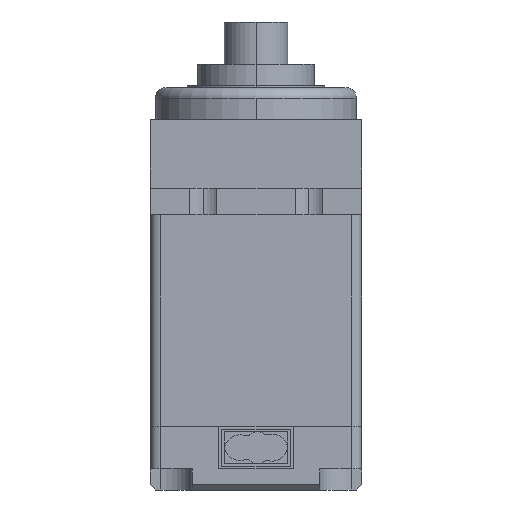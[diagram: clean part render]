
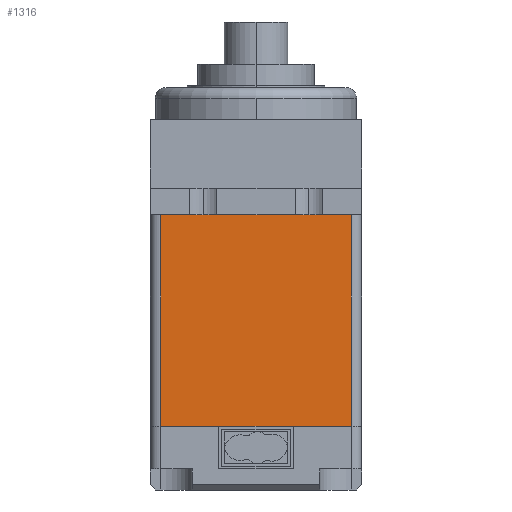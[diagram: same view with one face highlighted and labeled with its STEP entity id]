
A CAD part, left-side view. The second image highlights one B-rep face of the part: STEP entity #1316.
In plain terms, the highlighted planar face has unit normal (-1, 0, 0).
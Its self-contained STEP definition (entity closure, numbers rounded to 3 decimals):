
#197 = CARTESIAN_POINT ( 'NONE',  ( -20., 9., 35. ) ) ;
#239 = ORIENTED_EDGE ( 'NONE', *, *, #655, .T. ) ;
#279 = CARTESIAN_POINT ( 'NONE',  ( -20., -9., 35. ) ) ;
#340 = ORIENTED_EDGE ( 'NONE', *, *, #1803, .T. ) ;
#506 = VERTEX_POINT ( 'NONE', #1023 ) ;
#655 = EDGE_CURVE ( 'NONE', #2487, #506, #1764, .T. ) ;
#920 = EDGE_CURVE ( 'NONE', #506, #2033, #2296, .T. ) ;
#940 = EDGE_CURVE ( 'NONE', #2487, #2351, #2263, .T. ) ;
#952 = VERTEX_POINT ( 'NONE', #1166 ) ;
#1001 = AXIS2_PLACEMENT_3D ( 'NONE', #2201, #1332, #2482 ) ;
#1023 = CARTESIAN_POINT ( 'NONE',  ( -20., -9., 6. ) ) ;
#1128 = EDGE_CURVE ( 'NONE', #3246, #2033, #2353, .T. ) ;
#1166 = CARTESIAN_POINT ( 'NONE',  ( -20., 9., 6. ) ) ;
#1187 = VECTOR ( 'NONE', #3280, 1000. ) ;
#1276 = ORIENTED_EDGE ( 'NONE', *, *, #920, .T. ) ;
#1316 = ADVANCED_FACE ( 'NONE', ( #1625 ), #2775, .F. ) ;
#1332 = DIRECTION ( 'NONE',  ( 1., 0., 0. ) ) ;
#1431 = CARTESIAN_POINT ( 'NONE',  ( -20., -3.5, 6. ) ) ;
#1625 = FACE_OUTER_BOUND ( 'NONE', #3402, .T. ) ;
#1764 = LINE ( 'NONE', #3396, #1918 ) ;
#1803 = EDGE_CURVE ( 'NONE', #3246, #952, #3109, .T. ) ;
#1915 = CARTESIAN_POINT ( 'NONE',  ( -20., -9., 26. ) ) ;
#1918 = VECTOR ( 'NONE', #3748, 1000. ) ;
#1962 = VECTOR ( 'NONE', #3271, 1000. ) ;
#1991 = DIRECTION ( 'NONE',  ( 0., 0., -1. ) ) ;
#2033 = VERTEX_POINT ( 'NONE', #1915 ) ;
#2091 = CARTESIAN_POINT ( 'NONE',  ( -20., 10., 26. ) ) ;
#2114 = ORIENTED_EDGE ( 'NONE', *, *, #940, .F. ) ;
#2119 = LINE ( 'NONE', #2973, #1962 ) ;
#2201 = CARTESIAN_POINT ( 'NONE',  ( -20., 10., 35. ) ) ;
#2205 = CARTESIAN_POINT ( 'NONE',  ( -20., 9., 26. ) ) ;
#2236 = VECTOR ( 'NONE', #1991, 1000. ) ;
#2263 = LINE ( 'NONE', #1431, #3666 ) ;
#2282 = EDGE_CURVE ( 'NONE', #952, #2351, #2119, .T. ) ;
#2296 = LINE ( 'NONE', #279, #2572 ) ;
#2351 = VERTEX_POINT ( 'NONE', #2415 ) ;
#2353 = LINE ( 'NONE', #2091, #1187 ) ;
#2415 = CARTESIAN_POINT ( 'NONE',  ( -20., 3.5, 6. ) ) ;
#2482 = DIRECTION ( 'NONE',  ( 0., 1., 0. ) ) ;
#2487 = VERTEX_POINT ( 'NONE', #3502 ) ;
#2572 = VECTOR ( 'NONE', #3192, 1000. ) ;
#2775 = PLANE ( 'NONE',  #1001 ) ;
#2973 = CARTESIAN_POINT ( 'NONE',  ( -20., 10., 6. ) ) ;
#3109 = LINE ( 'NONE', #197, #2236 ) ;
#3155 = ORIENTED_EDGE ( 'NONE', *, *, #1128, .F. ) ;
#3192 = DIRECTION ( 'NONE',  ( 0., 0., 1. ) ) ;
#3246 = VERTEX_POINT ( 'NONE', #2205 ) ;
#3271 = DIRECTION ( 'NONE',  ( 0., -1., 0. ) ) ;
#3280 = DIRECTION ( 'NONE',  ( 0., -1., 0. ) ) ;
#3391 = ORIENTED_EDGE ( 'NONE', *, *, #2282, .T. ) ;
#3396 = CARTESIAN_POINT ( 'NONE',  ( -20., 10., 6. ) ) ;
#3402 = EDGE_LOOP ( 'NONE', ( #239, #1276, #3155, #340, #3391, #2114 ) ) ;
#3497 = DIRECTION ( 'NONE',  ( 0., 1., 0. ) ) ;
#3502 = CARTESIAN_POINT ( 'NONE',  ( -20., -3.5, 6. ) ) ;
#3666 = VECTOR ( 'NONE', #3497, 1000. ) ;
#3748 = DIRECTION ( 'NONE',  ( 0., -1., 0. ) ) ;
